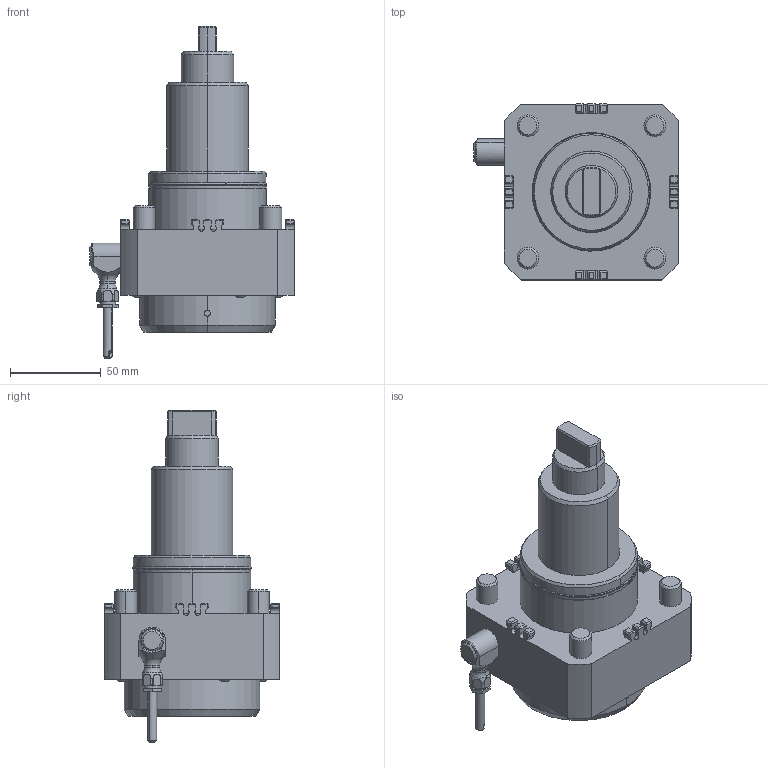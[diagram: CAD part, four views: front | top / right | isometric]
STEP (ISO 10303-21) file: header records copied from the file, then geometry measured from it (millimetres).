
FILE_DESCRIPTION(('HOOPS Exchange Step'),'2;1');
FILE_NAME('Modelcomposition.stp','2024-05-01T08:59:21+00:00',('toolarena-modelservice-ewspro'),('Unknown organisation'),'HOOPS Exchange 2021.2','HOOPS Exchange','Unknown authorisation');
FILE_SCHEMA( ('AP242_MANAGED_MODEL_BASED_3D_ENGINEERING_MIM_LF {1 0 10303 442 1 1 4 }') );
Length unit declared in the file: millimetre
Products named in the file (1): EWS_225970_DIN4003
Bounding box: 113 x 97 x 183.1 mm (x, y, z)
Volume: 620955.6 mm3; surface area: 70103 mm2
Topology: 1 solids, 2 shells, 322 faces, 797 edges, 498 vertices
Faces by surface type: plane 175, cylinder 82, cone 44, torus 16, bspline 5
Entity records: 10022 total; most frequent: CARTESIAN_POINT 2261, DIRECTION 1670, ORIENTED_EDGE 1594, EDGE_CURVE 797, AXIS2_PLACEMENT_3D 608, VERTEX_POINT 498, VECTOR 454, LINE 454
